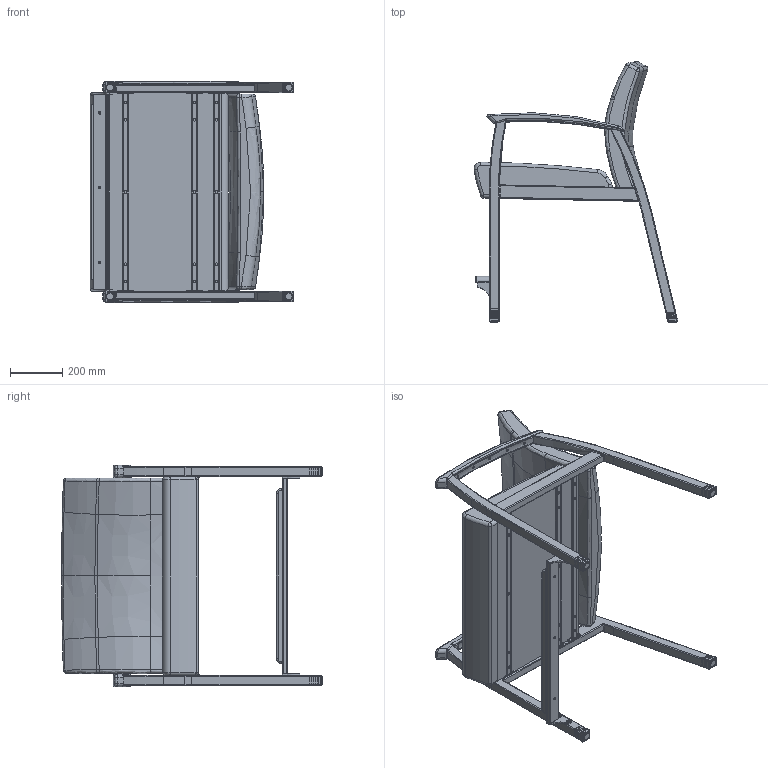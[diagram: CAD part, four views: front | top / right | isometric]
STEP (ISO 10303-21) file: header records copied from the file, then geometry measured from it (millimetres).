
FILE_DESCRIPTION(/* description */ (''),/* implementation_level */ '2;1');
FILE_NAME(/* name */ 'KOT10BHIPW.stp',/* time_stamp */ '2017-10-12T13:41:17-04:00',/* author */ ('emehringer'),/* organization */ (''),/* preprocessor_version */ 'ST-DEVELOPER v16.5',/* originating_system */ 'Autodesk Inventor 2017',/* authorisation */ '');
FILE_SCHEMA (('AUTOMOTIVE_DESIGN { 1 0 10303 214 3 1 1 }'));
Products named in the file (23): KOT10BHIP; KOTHIP ARML-B; KOT ARML-2-A BRZ TOP RAIL; KOTHIP ARML BOTTOM-B; KOTHIP ARMR-B; KOT10-1 MAC BLK; USEAT KOT10B; UBACK KOT10B; ST1X1.5X30; ST1X1.5X30_1; ST1X1.5X30_2; STUBE PLT-4; OD1010 MAC BLK (FLAT); 1_4X.20X3_4 FP; LEG CAP 1.5-1; LEG CAP 1.5-1_1; LEG CAP KOL-1; LEG CAP KOL-1_1; GLD BLK 5-16; KOT10BHIP-05-B; KOT10BHIP-05-B_1; KOT10BHIP TABR-B; KOT10BHIP TABL-B
Assembly tree (32 placements, depth 3):
  KOT10BHIP
    KOTHIP ARML-B
      KOT ARML-2-A BRZ TOP RAIL
      KOTHIP ARML BOTTOM-B
    KOTHIP ARMR-B
    KOT10-1 MAC BLK  x2
    USEAT KOT10B
    UBACK KOT10B
    ST1X1.5X30  x3
      ST1X1.5X30_1
      ST1X1.5X30_2
      STUBE PLT-4
    OD1010 MAC BLK (FLAT)
    1_4X.20X3_4 FP  x4
    LEG CAP 1.5-1  x2
      LEG CAP 1.5-1_1
      GLD BLK 5-16
    LEG CAP KOL-1  x2
      LEG CAP KOL-1_1
      GLD BLK 5-16
    KOT10BHIP-05-B
      KOT10BHIP-05-B_1
      KOT10BHIP TABR-B
      KOT10BHIP TABL-B
Bounding box: 781.37 x 998.96 x 847.73 mm (x, y, z)
Volume: 83928355.2 mm3; surface area: 3746053.3 mm2
Topology: 48 solids, 56 shells, 3384 faces, 7334 edges, 4109 vertices
Faces by surface type: cylinder 1086, plane 776, bspline 713, torus 662, sphere 84, cone 63
Full cylindrical faces by diameter (mm): 4.366 x3, 6.35 x48, 6.528 x8, 7.925 x8, 7.938 x6, 8.733 x24, 9.525 x30, 9.906 x6, 11.481 x4, 11.989 x4, 31.75 x4
Entity records: 62977 total; most frequent: CARTESIAN_POINT 31836, ORIENTED_EDGE 6220, DIRECTION 6113, EDGE_CURVE 3112, AXIS2_PLACEMENT_3D 2470, VERTEX_POINT 1828, EDGE_LOOP 1680, ADVANCED_FACE 1465
